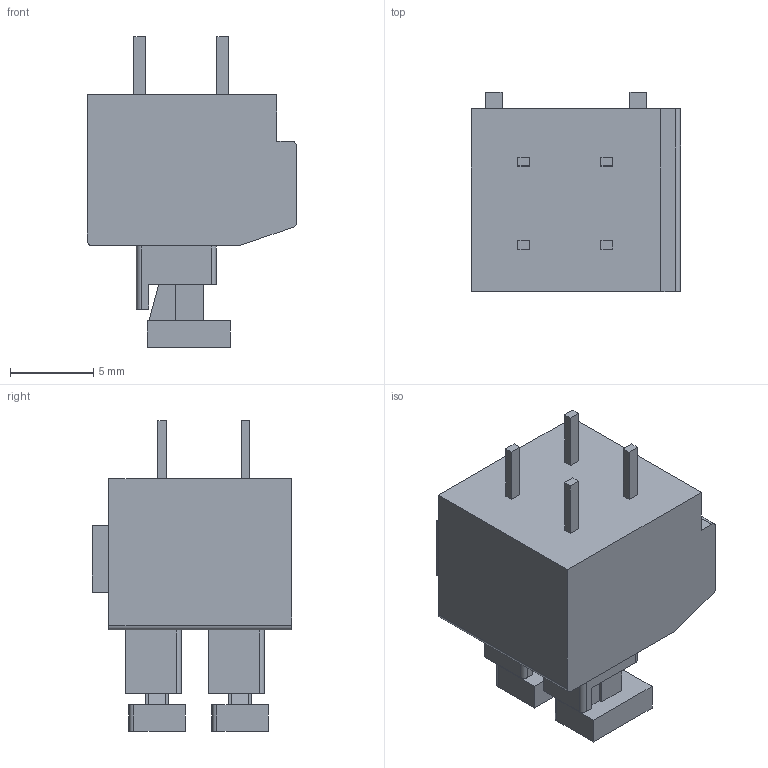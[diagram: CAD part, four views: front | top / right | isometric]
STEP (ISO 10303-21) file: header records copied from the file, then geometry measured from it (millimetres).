
FILE_DESCRIPTION((''),'2;1');
FILE_NAME('TLM-201R','2024-10-09T10:06:01',('tluser'),(''),'CREO PARAMETRIC BY PTC INC, 2018100','CREO PARAMETRIC BY PTC INC, 2018100','');
FILE_SCHEMA(('CONFIG_CONTROL_DESIGN'));
Length unit declared in the file: millimetre
Products named in the file (1): TLM-201R
Bounding box: 12.6 x 12 x 18.7 mm (x, y, z)
Volume: 1296.3 mm3; surface area: 1048.6 mm2
Topology: 1 solids, 1 shells, 118 faces, 298 edges, 196 vertices
Faces by surface type: plane 99, cylinder 15, cone 4
Entity records: 3574 total; most frequent: CARTESIAN_POINT 680, ORIENTED_EDGE 596, DIRECTION 556, EDGE_CURVE 298, VECTOR 252, LINE 252, VERTEX_POINT 196, AXIS2_PLACEMENT_3D 152
